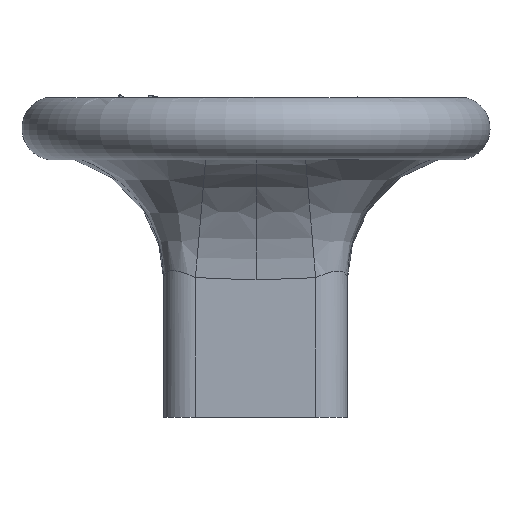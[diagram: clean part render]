
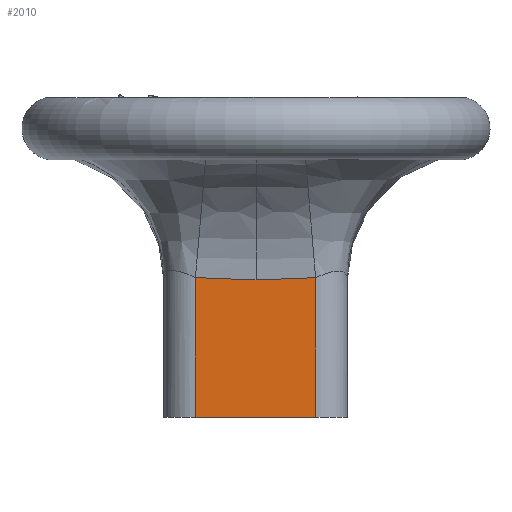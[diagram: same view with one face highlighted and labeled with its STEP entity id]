
A CAD part, left-side view. The second image highlights one B-rep face of the part: STEP entity #2010.
In plain terms, the highlighted planar face has unit normal (-1, 0, 0).
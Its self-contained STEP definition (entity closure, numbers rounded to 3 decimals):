
#108=LINE('',#8436,#182);
#109=LINE('',#8438,#183);
#110=LINE('',#8439,#184);
#182=VECTOR('',#2296,10.);
#183=VECTOR('',#2297,10.);
#184=VECTOR('',#2298,10.);
#221=PLANE('',#2095);
#311=FACE_OUTER_BOUND('',#405,.T.);
#405=EDGE_LOOP('',(#1838,#1839,#1840,#1841,#1842));
#426=B_SPLINE_CURVE_WITH_KNOTS('',3,(#2563,#2564,#2565,#2566),
 .UNSPECIFIED.,.F.,.F.,(4,4),(-1.8,-1.612),
 .UNSPECIFIED.);
#429=B_SPLINE_CURVE_WITH_KNOTS('',3,(#2621,#2622,#2623,#2624),
 .UNSPECIFIED.,.F.,.F.,(4,4),(-0.191,0.),.UNSPECIFIED.);
#668=VERTEX_POINT('',#2487);
#672=VERTEX_POINT('',#2561);
#676=VERTEX_POINT('',#2619);
#892=VERTEX_POINT('',#8435);
#893=VERTEX_POINT('',#8437);
#917=EDGE_CURVE('',#672,#668,#426,.T.);
#922=EDGE_CURVE('',#676,#672,#429,.T.);
#1212=EDGE_CURVE('',#892,#676,#108,.T.);
#1213=EDGE_CURVE('',#892,#893,#109,.T.);
#1214=EDGE_CURVE('',#893,#668,#110,.T.);
#1838=ORIENTED_EDGE('',*,*,#922,.F.);
#1839=ORIENTED_EDGE('',*,*,#1212,.F.);
#1840=ORIENTED_EDGE('',*,*,#1213,.T.);
#1841=ORIENTED_EDGE('',*,*,#1214,.T.);
#1842=ORIENTED_EDGE('',*,*,#917,.F.);
#2010=ADVANCED_FACE('',(#311),#221,.T.);
#2095=AXIS2_PLACEMENT_3D('',#8434,#2294,#2295);
#2294=DIRECTION('center_axis',(-1.,0.,0.));
#2295=DIRECTION('ref_axis',(0.,0.,1.));
#2296=DIRECTION('',(0.,1.,0.));
#2297=DIRECTION('',(0.,0.,1.));
#2298=DIRECTION('',(0.,1.,0.));
#2487=CARTESIAN_POINT('',(-2.906,5.416,1.885));
#2561=CARTESIAN_POINT('',(-2.906,5.344,0.));
#2563=CARTESIAN_POINT('Ctrl Pts',(-2.906,5.344,0.));
#2564=CARTESIAN_POINT('Ctrl Pts',(-2.906,5.344,0.629));
#2565=CARTESIAN_POINT('Ctrl Pts',(-2.906,5.363,1.258));
#2566=CARTESIAN_POINT('Ctrl Pts',(-2.906,5.416,1.885));
#2619=CARTESIAN_POINT('',(-2.906,5.419,-1.915));
#2621=CARTESIAN_POINT('Ctrl Pts',(-2.906,5.419,-1.915));
#2622=CARTESIAN_POINT('Ctrl Pts',(-2.906,5.363,-1.279));
#2623=CARTESIAN_POINT('Ctrl Pts',(-2.906,5.344,-0.638));
#2624=CARTESIAN_POINT('Ctrl Pts',(-2.906,5.344,0.));
#8434=CARTESIAN_POINT('Origin',(-2.906,4.117,0.));
#8435=CARTESIAN_POINT('',(-2.906,1.,-1.915));
#8436=CARTESIAN_POINT('',(-2.906,1.,-1.915));
#8437=CARTESIAN_POINT('',(-2.906,1.,1.885));
#8438=CARTESIAN_POINT('',(-2.906,1.,-2.915));
#8439=CARTESIAN_POINT('',(-2.906,1.,1.885));
